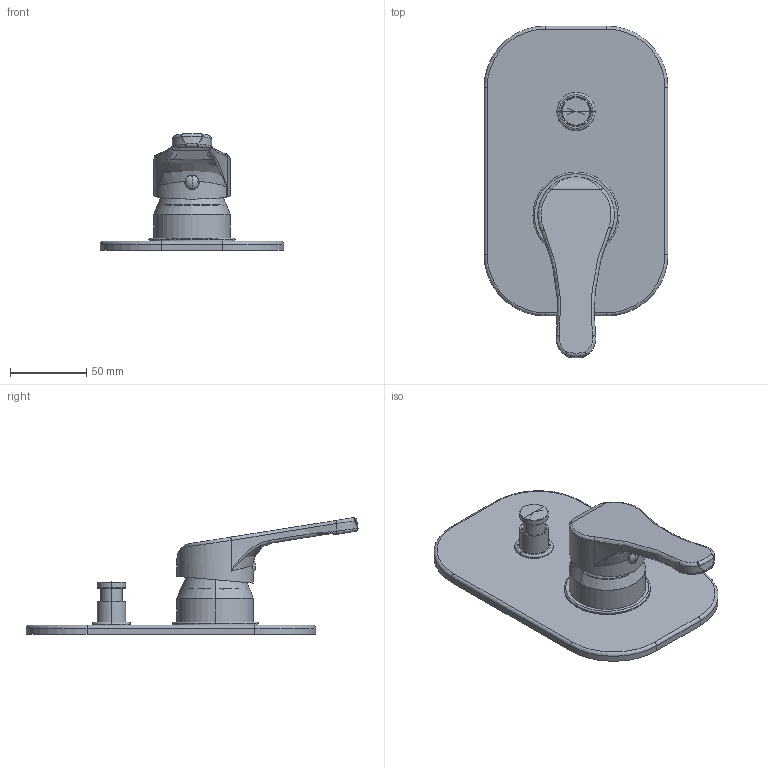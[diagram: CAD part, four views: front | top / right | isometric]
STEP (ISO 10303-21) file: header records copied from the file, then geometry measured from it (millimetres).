
FILE_DESCRIPTION((''),'2;1');
FILE_NAME('NT015CR','2021-11-10T11:25:00',('ut3'),('PAFFONI SpA'),'CREO PARAMETRIC BY PTC INC, 2020044','CREO PARAMETRIC BY PTC INC, 2020044','');
FILE_SCHEMA(('CONFIG_CONTROL_DESIGN','SHAPE_APPEARANCE_LAYERS_GROUPS'));
Products named in the file (1): NT015CR
Bounding box: 120.5 x 217.65 x 76.44 mm (x, y, z)
Volume: 100999.9 mm3; surface area: 100332.4 mm2
Topology: 7 solids, 7 shells, 991 faces, 2627 edges, 1662 vertices
Faces by surface type: plane 551, cylinder 260, torus 90, bspline 41, cone 36, sphere 13
Entity records: 48637 total; most frequent: CARTESIAN_POINT 17519, ORIENTED_EDGE 5230, DIRECTION 4806, EDGE_CURVE 2615, AXIS2_PLACEMENT_3D 1690, VERTEX_POINT 1662, VECTOR 1426, LINE 1426
